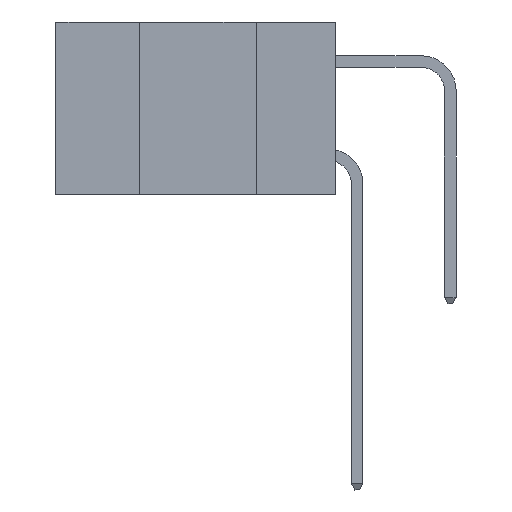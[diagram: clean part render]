
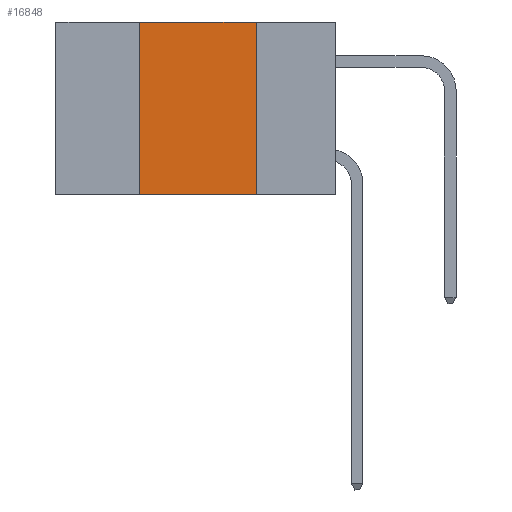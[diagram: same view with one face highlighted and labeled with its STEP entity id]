
A CAD part, left-side view. The second image highlights one B-rep face of the part: STEP entity #16848.
In plain terms, the highlighted planar face has unit normal (-1, 0, 0).
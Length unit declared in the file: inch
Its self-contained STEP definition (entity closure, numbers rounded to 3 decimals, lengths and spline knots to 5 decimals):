
#1490 = VERTEX_POINT ( 'NONE', #2034 ) ;
#2034 = CARTESIAN_POINT ( 'NONE',  ( 0., 0.42, -0.37 ) ) ;
#2498 = EDGE_LOOP ( 'NONE', ( #12654, #12302, #12145, #2528 ) ) ;
#2528 = ORIENTED_EDGE ( 'NONE', *, *, #14071, .T. ) ;
#3001 = VECTOR ( 'NONE', #15798, 39.37008 ) ;
#3221 = VECTOR ( 'NONE', #18129, 39.37008 ) ;
#3415 = CARTESIAN_POINT ( 'NONE',  ( 0., 0.6, 0. ) ) ;
#4633 = VERTEX_POINT ( 'NONE', #11101 ) ;
#4969 = VECTOR ( 'NONE', #14939, 39.37008 ) ;
#5085 = PLANE ( 'NONE',  #5914 ) ;
#5443 = EDGE_CURVE ( 'NONE', #9644, #4633, #18844, .T. ) ;
#5860 = CARTESIAN_POINT ( 'NONE',  ( 0., 0.42, 0. ) ) ;
#5914 = AXIS2_PLACEMENT_3D ( 'NONE', #3415, #15809, #11274 ) ;
#6009 = CARTESIAN_POINT ( 'NONE',  ( 0., 0.6, -0.37 ) ) ;
#6732 = CARTESIAN_POINT ( 'NONE',  ( 0., 0.6, 0. ) ) ;
#9066 = VERTEX_POINT ( 'NONE', #9516 ) ;
#9516 = CARTESIAN_POINT ( 'NONE',  ( 0., 0.17, -0.37 ) ) ;
#9644 = VERTEX_POINT ( 'NONE', #13178 ) ;
#9756 = EDGE_CURVE ( 'NONE', #1490, #9644, #18965, .T. ) ;
#10300 = DIRECTION ( 'NONE',  ( 0., 0., 1. ) ) ;
#11101 = CARTESIAN_POINT ( 'NONE',  ( 0., 0.17, 0. ) ) ;
#11274 = DIRECTION ( 'NONE',  ( 0., 0., -1. ) ) ;
#12145 = ORIENTED_EDGE ( 'NONE', *, *, #9756, .F. ) ;
#12302 = ORIENTED_EDGE ( 'NONE', *, *, #5443, .F. ) ;
#12654 = ORIENTED_EDGE ( 'NONE', *, *, #19486, .F. ) ;
#13178 = CARTESIAN_POINT ( 'NONE',  ( 0., 0.42, 0. ) ) ;
#13414 = LINE ( 'NONE', #13439, #4969 ) ;
#13439 = CARTESIAN_POINT ( 'NONE',  ( 0., 0.17, 0. ) ) ;
#13951 = VECTOR ( 'NONE', #10300, 39.37008 ) ;
#14071 = EDGE_CURVE ( 'NONE', #1490, #9066, #17862, .T. ) ;
#14939 = DIRECTION ( 'NONE',  ( 0., 0., -1. ) ) ;
#15798 = DIRECTION ( 'NONE',  ( 0., -1., 0. ) ) ;
#15809 = DIRECTION ( 'NONE',  ( 1., 0., 0. ) ) ;
#16848 = ADVANCED_FACE ( 'NONE', ( #17044 ), #5085, .F. ) ;
#17044 = FACE_OUTER_BOUND ( 'NONE', #2498, .T. ) ;
#17862 = LINE ( 'NONE', #6009, #3221 ) ;
#18129 = DIRECTION ( 'NONE',  ( 0., -1., 0. ) ) ;
#18844 = LINE ( 'NONE', #6732, #3001 ) ;
#18965 = LINE ( 'NONE', #5860, #13951 ) ;
#19486 = EDGE_CURVE ( 'NONE', #4633, #9066, #13414, .T. ) ;
